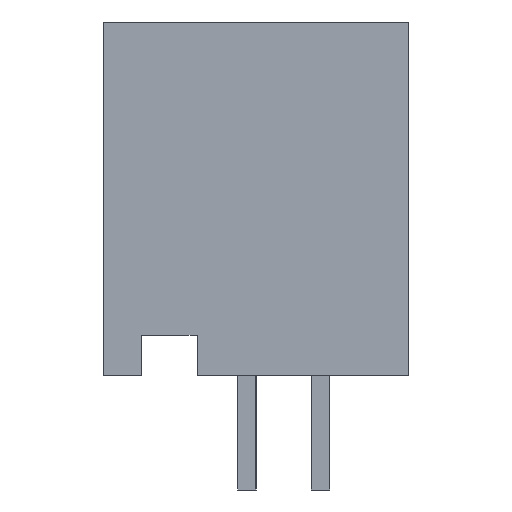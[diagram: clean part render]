
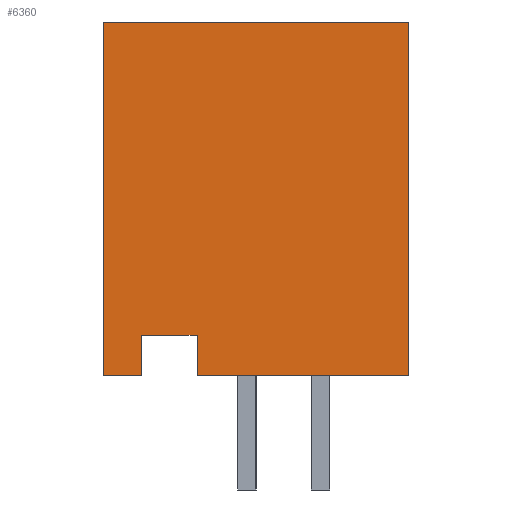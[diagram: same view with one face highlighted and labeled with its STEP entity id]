
A CAD part, left-side view. The second image highlights one B-rep face of the part: STEP entity #6360.
In plain terms, the highlighted planar face has unit normal (-1, 0, 0).
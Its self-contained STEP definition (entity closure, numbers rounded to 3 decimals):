
#667 = PLANE('',#668);
#668 = AXIS2_PLACEMENT_3D('',#669,#670,#671);
#669 = CARTESIAN_POINT('',(-9.,4.15,9.6));
#670 = DIRECTION('',(0.,-1.,0.));
#671 = DIRECTION('',(0.,0.,1.));
#831 = PLANE('',#832);
#832 = AXIS2_PLACEMENT_3D('',#833,#834,#835);
#833 = CARTESIAN_POINT('',(-9.,1.6,0.));
#834 = DIRECTION('',(0.,0.,1.));
#835 = DIRECTION('',(0.,1.,0.));
#1768 = VERTEX_POINT('',#1769);
#1769 = CARTESIAN_POINT('',(-9.,-4.15,0.));
#1783 = PLANE('',#1784);
#1784 = AXIS2_PLACEMENT_3D('',#1785,#1786,#1787);
#1785 = CARTESIAN_POINT('',(-9.,-4.15,9.6));
#1786 = DIRECTION('',(0.,1.,0.));
#1787 = DIRECTION('',(-1.,0.,0.));
#1795 = EDGE_CURVE('',#1796,#1768,#1798,.T.);
#1796 = VERTEX_POINT('',#1797);
#1797 = CARTESIAN_POINT('',(-9.,1.6,0.));
#1798 = SURFACE_CURVE('',#1799,(#1803,#1810),.PCURVE_S1.);
#1799 = LINE('',#1800,#1801);
#1800 = CARTESIAN_POINT('',(-9.,1.6,0.));
#1801 = VECTOR('',#1802,1.);
#1802 = DIRECTION('',(0.,-1.,0.));
#1803 = PCURVE('',#831,#1804);
#1804 = DEFINITIONAL_REPRESENTATION('',(#1805),#1809);
#1805 = LINE('',#1806,#1807);
#1806 = CARTESIAN_POINT('',(0.,0.));
#1807 = VECTOR('',#1808,1.);
#1808 = DIRECTION('',(-1.,0.));
#1809 = ( GEOMETRIC_REPRESENTATION_CONTEXT(2) 
PARAMETRIC_REPRESENTATION_CONTEXT() REPRESENTATION_CONTEXT('2D SPACE',''
  ) );
#1810 = PCURVE('',#1811,#1816);
#1811 = PLANE('',#1812);
#1812 = AXIS2_PLACEMENT_3D('',#1813,#1814,#1815);
#1813 = CARTESIAN_POINT('',(-9.,4.15,9.6));
#1814 = DIRECTION('',(-1.,0.,0.));
#1815 = DIRECTION('',(0.,-1.,0.));
#1816 = DEFINITIONAL_REPRESENTATION('',(#1817),#1821);
#1817 = LINE('',#1818,#1819);
#1818 = CARTESIAN_POINT('',(2.55,-9.6));
#1819 = VECTOR('',#1820,1.);
#1820 = DIRECTION('',(1.,0.));
#1821 = ( GEOMETRIC_REPRESENTATION_CONTEXT(2) 
PARAMETRIC_REPRESENTATION_CONTEXT() REPRESENTATION_CONTEXT('2D SPACE',''
  ) );
#1837 = PLANE('',#1838);
#1838 = AXIS2_PLACEMENT_3D('',#1839,#1840,#1841);
#1839 = CARTESIAN_POINT('',(-9.,1.6,0.));
#1840 = DIRECTION('',(0.,-1.,0.));
#1841 = DIRECTION('',(1.,0.,0.));
#5098 = PLANE('',#5099);
#5099 = AXIS2_PLACEMENT_3D('',#5100,#5101,#5102);
#5100 = CARTESIAN_POINT('',(-9.,4.15,9.6));
#5101 = DIRECTION('',(0.,0.,-1.));
#5102 = DIRECTION('',(0.,-1.,0.));
#5146 = VERTEX_POINT('',#5147);
#5147 = CARTESIAN_POINT('',(-9.,4.15,9.6));
#5168 = EDGE_CURVE('',#5169,#5146,#5171,.T.);
#5169 = VERTEX_POINT('',#5170);
#5170 = CARTESIAN_POINT('',(-9.,-4.15,9.6));
#5171 = SURFACE_CURVE('',#5172,(#5176,#5183),.PCURVE_S1.);
#5172 = LINE('',#5173,#5174);
#5173 = CARTESIAN_POINT('',(-9.,4.15,9.6));
#5174 = VECTOR('',#5175,1.);
#5175 = DIRECTION('',(0.,1.,0.));
#5176 = PCURVE('',#5098,#5177);
#5177 = DEFINITIONAL_REPRESENTATION('',(#5178),#5182);
#5178 = LINE('',#5179,#5180);
#5179 = CARTESIAN_POINT('',(0.,0.));
#5180 = VECTOR('',#5181,1.);
#5181 = DIRECTION('',(-1.,0.));
#5182 = ( GEOMETRIC_REPRESENTATION_CONTEXT(2) 
PARAMETRIC_REPRESENTATION_CONTEXT() REPRESENTATION_CONTEXT('2D SPACE',''
  ) );
#5183 = PCURVE('',#1811,#5184);
#5184 = DEFINITIONAL_REPRESENTATION('',(#5185),#5189);
#5185 = LINE('',#5186,#5187);
#5186 = CARTESIAN_POINT('',(0.,0.));
#5187 = VECTOR('',#5188,1.);
#5188 = DIRECTION('',(-1.,0.));
#5189 = ( GEOMETRIC_REPRESENTATION_CONTEXT(2) 
PARAMETRIC_REPRESENTATION_CONTEXT() REPRESENTATION_CONTEXT('2D SPACE',''
  ) );
#5745 = VERTEX_POINT('',#5746);
#5746 = CARTESIAN_POINT('',(-9.,4.15,0.));
#5760 = PLANE('',#5761);
#5761 = AXIS2_PLACEMENT_3D('',#5762,#5763,#5764);
#5762 = CARTESIAN_POINT('',(-9.,4.15,0.));
#5763 = DIRECTION('',(0.,0.,1.));
#5764 = DIRECTION('',(0.,1.,0.));
#5772 = EDGE_CURVE('',#5146,#5745,#5773,.T.);
#5773 = SURFACE_CURVE('',#5774,(#5778,#5785),.PCURVE_S1.);
#5774 = LINE('',#5775,#5776);
#5775 = CARTESIAN_POINT('',(-9.,4.15,9.6));
#5776 = VECTOR('',#5777,1.);
#5777 = DIRECTION('',(0.,0.,-1.));
#5778 = PCURVE('',#667,#5779);
#5779 = DEFINITIONAL_REPRESENTATION('',(#5780),#5784);
#5780 = LINE('',#5781,#5782);
#5781 = CARTESIAN_POINT('',(0.,0.));
#5782 = VECTOR('',#5783,1.);
#5783 = DIRECTION('',(-1.,0.));
#5784 = ( GEOMETRIC_REPRESENTATION_CONTEXT(2) 
PARAMETRIC_REPRESENTATION_CONTEXT() REPRESENTATION_CONTEXT('2D SPACE',''
  ) );
#5785 = PCURVE('',#1811,#5786);
#5786 = DEFINITIONAL_REPRESENTATION('',(#5787),#5791);
#5787 = LINE('',#5788,#5789);
#5788 = CARTESIAN_POINT('',(0.,0.));
#5789 = VECTOR('',#5790,1.);
#5790 = DIRECTION('',(0.,-1.));
#5791 = ( GEOMETRIC_REPRESENTATION_CONTEXT(2) 
PARAMETRIC_REPRESENTATION_CONTEXT() REPRESENTATION_CONTEXT('2D SPACE',''
  ) );
#5842 = VERTEX_POINT('',#5843);
#5843 = CARTESIAN_POINT('',(-9.,3.1,0.));
#5857 = PLANE('',#5858);
#5858 = AXIS2_PLACEMENT_3D('',#5859,#5860,#5861);
#5859 = CARTESIAN_POINT('',(-9.,3.1,0.));
#5860 = DIRECTION('',(0.,1.,0.));
#5861 = DIRECTION('',(-1.,0.,0.));
#5869 = EDGE_CURVE('',#5745,#5842,#5870,.T.);
#5870 = SURFACE_CURVE('',#5871,(#5875,#5882),.PCURVE_S1.);
#5871 = LINE('',#5872,#5873);
#5872 = CARTESIAN_POINT('',(-9.,4.15,0.));
#5873 = VECTOR('',#5874,1.);
#5874 = DIRECTION('',(0.,-1.,0.));
#5875 = PCURVE('',#5760,#5876);
#5876 = DEFINITIONAL_REPRESENTATION('',(#5877),#5881);
#5877 = LINE('',#5878,#5879);
#5878 = CARTESIAN_POINT('',(0.,0.));
#5879 = VECTOR('',#5880,1.);
#5880 = DIRECTION('',(-1.,0.));
#5881 = ( GEOMETRIC_REPRESENTATION_CONTEXT(2) 
PARAMETRIC_REPRESENTATION_CONTEXT() REPRESENTATION_CONTEXT('2D SPACE',''
  ) );
#5882 = PCURVE('',#1811,#5883);
#5883 = DEFINITIONAL_REPRESENTATION('',(#5884),#5888);
#5884 = LINE('',#5885,#5886);
#5885 = CARTESIAN_POINT('',(0.,-9.6));
#5886 = VECTOR('',#5887,1.);
#5887 = DIRECTION('',(1.,0.));
#5888 = ( GEOMETRIC_REPRESENTATION_CONTEXT(2) 
PARAMETRIC_REPRESENTATION_CONTEXT() REPRESENTATION_CONTEXT('2D SPACE',''
  ) );
#5918 = VERTEX_POINT('',#5919);
#5919 = CARTESIAN_POINT('',(-9.,3.1,1.1));
#5933 = PLANE('',#5934);
#5934 = AXIS2_PLACEMENT_3D('',#5935,#5936,#5937);
#5935 = CARTESIAN_POINT('',(-9.,3.1,1.1));
#5936 = DIRECTION('',(0.,0.,1.));
#5937 = DIRECTION('',(0.,1.,0.));
#5945 = EDGE_CURVE('',#5842,#5918,#5946,.T.);
#5946 = SURFACE_CURVE('',#5947,(#5951,#5958),.PCURVE_S1.);
#5947 = LINE('',#5948,#5949);
#5948 = CARTESIAN_POINT('',(-9.,3.1,0.));
#5949 = VECTOR('',#5950,1.);
#5950 = DIRECTION('',(0.,0.,1.));
#5951 = PCURVE('',#5857,#5952);
#5952 = DEFINITIONAL_REPRESENTATION('',(#5953),#5957);
#5953 = LINE('',#5954,#5955);
#5954 = CARTESIAN_POINT('',(0.,0.));
#5955 = VECTOR('',#5956,1.);
#5956 = DIRECTION('',(0.,1.));
#5957 = ( GEOMETRIC_REPRESENTATION_CONTEXT(2) 
PARAMETRIC_REPRESENTATION_CONTEXT() REPRESENTATION_CONTEXT('2D SPACE',''
  ) );
#5958 = PCURVE('',#1811,#5959);
#5959 = DEFINITIONAL_REPRESENTATION('',(#5960),#5964);
#5960 = LINE('',#5961,#5962);
#5961 = CARTESIAN_POINT('',(1.05,-9.6));
#5962 = VECTOR('',#5963,1.);
#5963 = DIRECTION('',(0.,1.));
#5964 = ( GEOMETRIC_REPRESENTATION_CONTEXT(2) 
PARAMETRIC_REPRESENTATION_CONTEXT() REPRESENTATION_CONTEXT('2D SPACE',''
  ) );
#5994 = VERTEX_POINT('',#5995);
#5995 = CARTESIAN_POINT('',(-9.,1.6,1.1));
#6016 = EDGE_CURVE('',#5918,#5994,#6017,.T.);
#6017 = SURFACE_CURVE('',#6018,(#6022,#6029),.PCURVE_S1.);
#6018 = LINE('',#6019,#6020);
#6019 = CARTESIAN_POINT('',(-9.,3.1,1.1));
#6020 = VECTOR('',#6021,1.);
#6021 = DIRECTION('',(0.,-1.,0.));
#6022 = PCURVE('',#5933,#6023);
#6023 = DEFINITIONAL_REPRESENTATION('',(#6024),#6028);
#6024 = LINE('',#6025,#6026);
#6025 = CARTESIAN_POINT('',(0.,0.));
#6026 = VECTOR('',#6027,1.);
#6027 = DIRECTION('',(-1.,0.));
#6028 = ( GEOMETRIC_REPRESENTATION_CONTEXT(2) 
PARAMETRIC_REPRESENTATION_CONTEXT() REPRESENTATION_CONTEXT('2D SPACE',''
  ) );
#6029 = PCURVE('',#1811,#6030);
#6030 = DEFINITIONAL_REPRESENTATION('',(#6031),#6035);
#6031 = LINE('',#6032,#6033);
#6032 = CARTESIAN_POINT('',(1.05,-8.5));
#6033 = VECTOR('',#6034,1.);
#6034 = DIRECTION('',(1.,0.));
#6035 = ( GEOMETRIC_REPRESENTATION_CONTEXT(2) 
PARAMETRIC_REPRESENTATION_CONTEXT() REPRESENTATION_CONTEXT('2D SPACE',''
  ) );
#6063 = EDGE_CURVE('',#5994,#1796,#6064,.T.);
#6064 = SURFACE_CURVE('',#6065,(#6069,#6076),.PCURVE_S1.);
#6065 = LINE('',#6066,#6067);
#6066 = CARTESIAN_POINT('',(-9.,1.6,0.));
#6067 = VECTOR('',#6068,1.);
#6068 = DIRECTION('',(0.,0.,-1.));
#6069 = PCURVE('',#1837,#6070);
#6070 = DEFINITIONAL_REPRESENTATION('',(#6071),#6075);
#6071 = LINE('',#6072,#6073);
#6072 = CARTESIAN_POINT('',(0.,0.));
#6073 = VECTOR('',#6074,1.);
#6074 = DIRECTION('',(0.,-1.));
#6075 = ( GEOMETRIC_REPRESENTATION_CONTEXT(2) 
PARAMETRIC_REPRESENTATION_CONTEXT() REPRESENTATION_CONTEXT('2D SPACE',''
  ) );
#6076 = PCURVE('',#1811,#6077);
#6077 = DEFINITIONAL_REPRESENTATION('',(#6078),#6082);
#6078 = LINE('',#6079,#6080);
#6079 = CARTESIAN_POINT('',(2.55,-9.6));
#6080 = VECTOR('',#6081,1.);
#6081 = DIRECTION('',(0.,-1.));
#6082 = ( GEOMETRIC_REPRESENTATION_CONTEXT(2) 
PARAMETRIC_REPRESENTATION_CONTEXT() REPRESENTATION_CONTEXT('2D SPACE',''
  ) );
#6135 = EDGE_CURVE('',#1768,#5169,#6136,.T.);
#6136 = SURFACE_CURVE('',#6137,(#6141,#6148),.PCURVE_S1.);
#6137 = LINE('',#6138,#6139);
#6138 = CARTESIAN_POINT('',(-9.,-4.15,9.6));
#6139 = VECTOR('',#6140,1.);
#6140 = DIRECTION('',(0.,0.,1.));
#6141 = PCURVE('',#1783,#6142);
#6142 = DEFINITIONAL_REPRESENTATION('',(#6143),#6147);
#6143 = LINE('',#6144,#6145);
#6144 = CARTESIAN_POINT('',(0.,0.));
#6145 = VECTOR('',#6146,1.);
#6146 = DIRECTION('',(0.,1.));
#6147 = ( GEOMETRIC_REPRESENTATION_CONTEXT(2) 
PARAMETRIC_REPRESENTATION_CONTEXT() REPRESENTATION_CONTEXT('2D SPACE',''
  ) );
#6148 = PCURVE('',#1811,#6149);
#6149 = DEFINITIONAL_REPRESENTATION('',(#6150),#6154);
#6150 = LINE('',#6151,#6152);
#6151 = CARTESIAN_POINT('',(8.3,0.));
#6152 = VECTOR('',#6153,1.);
#6153 = DIRECTION('',(0.,1.));
#6154 = ( GEOMETRIC_REPRESENTATION_CONTEXT(2) 
PARAMETRIC_REPRESENTATION_CONTEXT() REPRESENTATION_CONTEXT('2D SPACE',''
  ) );
#6360 = ADVANCED_FACE('',(#6361),#1811,.T.);
#6361 = FACE_BOUND('',#6362,.T.);
#6362 = EDGE_LOOP('',(#6363,#6364,#6365,#6366,#6367,#6368,#6369,#6370));
#6363 = ORIENTED_EDGE('',*,*,#5772,.T.);
#6364 = ORIENTED_EDGE('',*,*,#5869,.T.);
#6365 = ORIENTED_EDGE('',*,*,#5945,.T.);
#6366 = ORIENTED_EDGE('',*,*,#6016,.T.);
#6367 = ORIENTED_EDGE('',*,*,#6063,.T.);
#6368 = ORIENTED_EDGE('',*,*,#1795,.T.);
#6369 = ORIENTED_EDGE('',*,*,#6135,.T.);
#6370 = ORIENTED_EDGE('',*,*,#5168,.T.);
